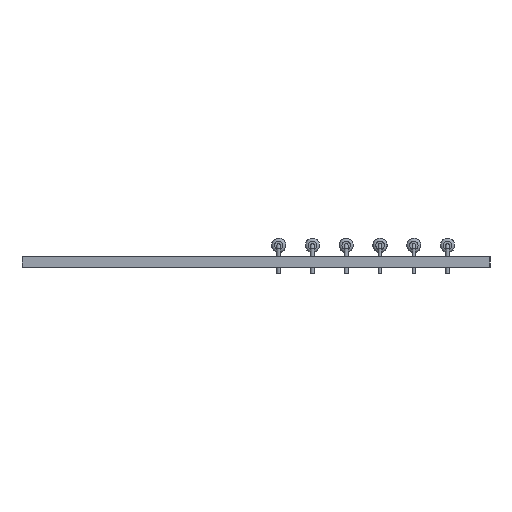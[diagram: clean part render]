
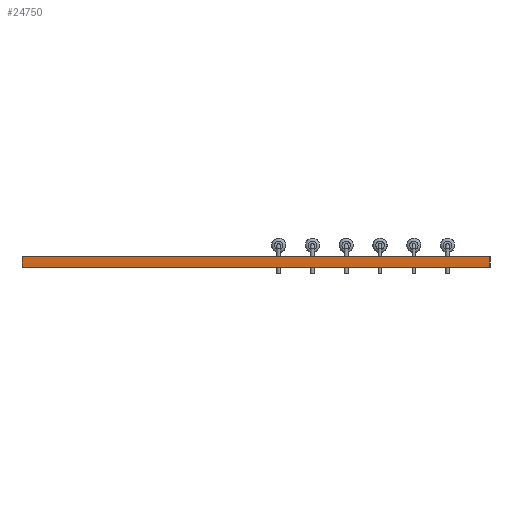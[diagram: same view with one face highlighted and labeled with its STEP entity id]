
A CAD part, left-side view. The second image highlights one B-rep face of the part: STEP entity #24750.
In plain terms, the highlighted planar face has unit normal (-1, 0, 0).
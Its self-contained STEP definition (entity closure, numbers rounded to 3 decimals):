
#24694 = VERTEX_POINT('',#24695);
#24695 = CARTESIAN_POINT('',(95.,-106.,1.51));
#24701 = EDGE_CURVE('',#24702,#24694,#24704,.T.);
#24702 = VERTEX_POINT('',#24703);
#24703 = CARTESIAN_POINT('',(95.,-106.,0.));
#24704 = LINE('',#24705,#24706);
#24705 = CARTESIAN_POINT('',(95.,-106.,0.));
#24706 = VECTOR('',#24707,1.);
#24707 = DIRECTION('',(0.,0.,1.));
#24750 = ADVANCED_FACE('',(#24751),#24776,.T.);
#24751 = FACE_BOUND('',#24752,.T.);
#24752 = EDGE_LOOP('',(#24753,#24754,#24762,#24770));
#24753 = ORIENTED_EDGE('',*,*,#24701,.T.);
#24754 = ORIENTED_EDGE('',*,*,#24755,.T.);
#24755 = EDGE_CURVE('',#24694,#24756,#24758,.T.);
#24756 = VERTEX_POINT('',#24757);
#24757 = CARTESIAN_POINT('',(95.,-40.,1.51));
#24758 = LINE('',#24759,#24760);
#24759 = CARTESIAN_POINT('',(95.,-106.,1.51));
#24760 = VECTOR('',#24761,1.);
#24761 = DIRECTION('',(0.,1.,0.));
#24762 = ORIENTED_EDGE('',*,*,#24763,.F.);
#24763 = EDGE_CURVE('',#24764,#24756,#24766,.T.);
#24764 = VERTEX_POINT('',#24765);
#24765 = CARTESIAN_POINT('',(95.,-40.,0.));
#24766 = LINE('',#24767,#24768);
#24767 = CARTESIAN_POINT('',(95.,-40.,0.));
#24768 = VECTOR('',#24769,1.);
#24769 = DIRECTION('',(0.,0.,1.));
#24770 = ORIENTED_EDGE('',*,*,#24771,.F.);
#24771 = EDGE_CURVE('',#24702,#24764,#24772,.T.);
#24772 = LINE('',#24773,#24774);
#24773 = CARTESIAN_POINT('',(95.,-106.,0.));
#24774 = VECTOR('',#24775,1.);
#24775 = DIRECTION('',(0.,1.,0.));
#24776 = PLANE('',#24777);
#24777 = AXIS2_PLACEMENT_3D('',#24778,#24779,#24780);
#24778 = CARTESIAN_POINT('',(95.,-106.,0.));
#24779 = DIRECTION('',(-1.,0.,0.));
#24780 = DIRECTION('',(0.,1.,0.));
